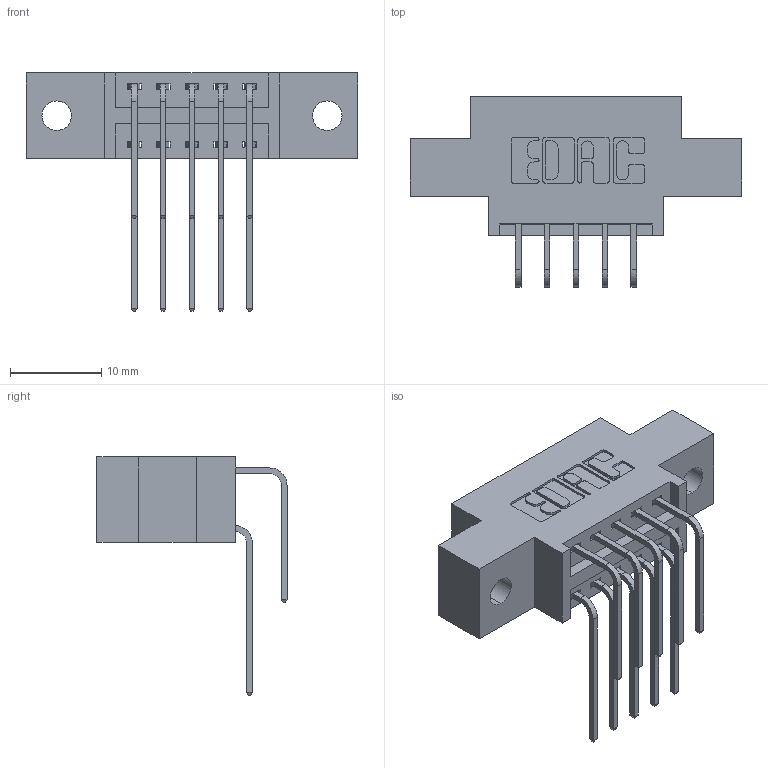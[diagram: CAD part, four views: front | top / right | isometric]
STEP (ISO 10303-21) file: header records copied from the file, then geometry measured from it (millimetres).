
FILE_DESCRIPTION (( 'STEP AP203' ), '1' );
FILE_NAME ('396-010-559-802.STEP', '2018-08-31T04:03:58', ( '' ), ( '' ), 'SwSTEP 2.0', 'SolidWorks 2016', '' );
FILE_SCHEMA (( 'CONFIG_CONTROL_DESIGN' ));
Length unit declared in the file: inch
Products named in the file (4): 346 Part_0.170 Offset - 0.128 Dia; 345-292-001_558 559 Tail - 1; 345-292-001_559 Tail - 2; 396-010-559-802
Assembly tree (11 placements, depth 2):
  396-010-559-802
    346 Part_0.170 Offset - 0.128 Dia
    345-292-001_558 559 Tail - 1  x5
    345-292-001_559 Tail - 2  x5
Bounding box: 36.45 x 20.89 x 26.16 mm (x, y, z)
Volume: 3133.3 mm3; surface area: 3912.4 mm2
Topology: 11 solids, 11 shells, 666 faces, 1951 edges, 1286 vertices
Faces by surface type: plane 450, cylinder 216
Entity records: 10163 total; most frequent: CARTESIAN_POINT 1779, ORIENTED_EDGE 1662, DIRECTION 1591, EDGE_CURVE 831, LINE 639, VECTOR 639, VERTEX_POINT 550, AXIS2_PLACEMENT_3D 476
